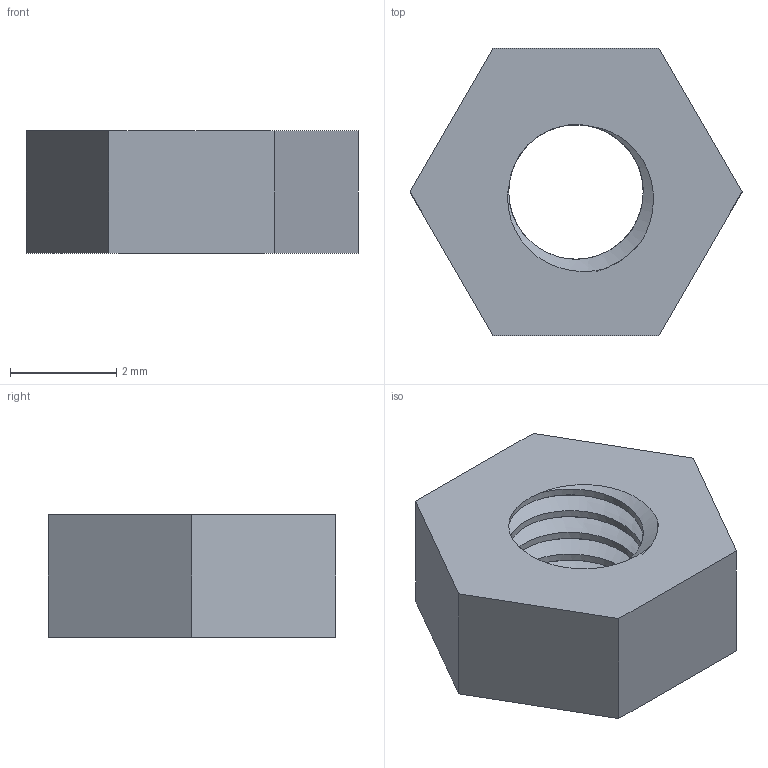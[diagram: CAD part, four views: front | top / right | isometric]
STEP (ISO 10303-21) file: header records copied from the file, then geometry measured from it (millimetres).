
FILE_DESCRIPTION(/* description */ (''),/* implementation_level */ '2;1');
FILE_NAME(/* name */ 'Plunger Nut v1.step',/* time_stamp */ '2025-12-02T22:42:53Z',/* author */ (''),/* organization */ (''),/* preprocessor_version */ 'ST-DEVELOPER v20.1',/* originating_system */ 'Autodesk Translation Framework v14.21.0.0',/* authorisation */ '');
FILE_SCHEMA (('AUTOMOTIVE_DESIGN { 1 0 10303 214 3 1 1 }'));
Length unit declared in the file: millimetre
Products named in the file (1): Plunger Nut
Bounding box: 6.24 x 5.4 x 2.3 mm (x, y, z)
Volume: 44.3 mm3; surface area: 114.5 mm2
Topology: 1 solids, 1 shells, 21 faces, 57 edges, 38 vertices
Faces by surface type: cylinder 11, plane 8, bspline 2
Full cylindrical faces by diameter (mm): 2.529 x2, 3.086 x1
Entity records: 1506 total; most frequent: CARTESIAN_POINT 989, ORIENTED_EDGE 114, DIRECTION 75, EDGE_CURVE 57, VERTEX_POINT 38, LINE 27, VECTOR 27, B_SPLINE_CURVE_WITH_KNOTS 26
